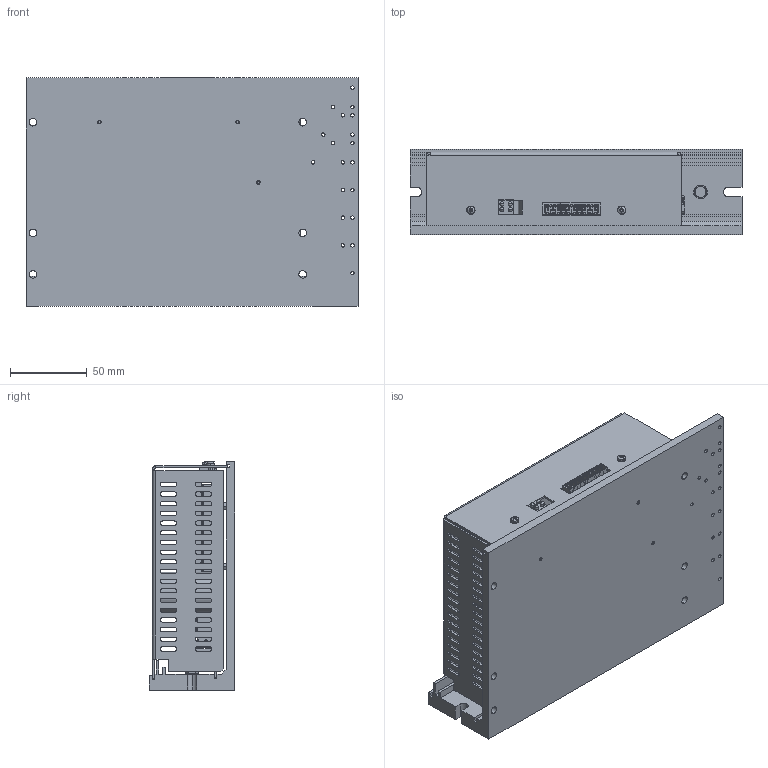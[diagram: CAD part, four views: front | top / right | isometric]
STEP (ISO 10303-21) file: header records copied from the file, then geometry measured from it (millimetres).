
FILE_DESCRIPTION(('FreeCAD Model'),'2;1');
FILE_NAME('Open CASCADE Shape Model','2025-05-08T09:16:12',('FreeCAD'),( 'FreeCAD'),'Open CASCADE STEP processor 7.6','FreeCAD','Unknown');
FILE_SCHEMA(('AUTOMOTIVE_DESIGN { 1 0 10303 214 1 1 1 1 }'));
Products named in the file (1): Open CASCADE STEP translator 7.6 1
Bounding box: 215.83 x 55.76 x 148.47 mm (x, y, z)
Volume: 436977.1 mm3; surface area: 252114.7 mm2
Topology: 30 solids, 30 shells, 3265 faces, 8364 edges, 5206 vertices
Faces by surface type: bspline 3265
Entity records: 95165 total; most frequent: CARTESIAN_POINT 46403, ORIENTED_EDGE 16320, EDGE_CURVE 8160, B_SPLINE_CURVE_WITH_KNOTS 6004, VERTEX_POINT 5206, FACE_BOUND 3753, EDGE_LOOP 3753, ADVANCED_FACE 3265
